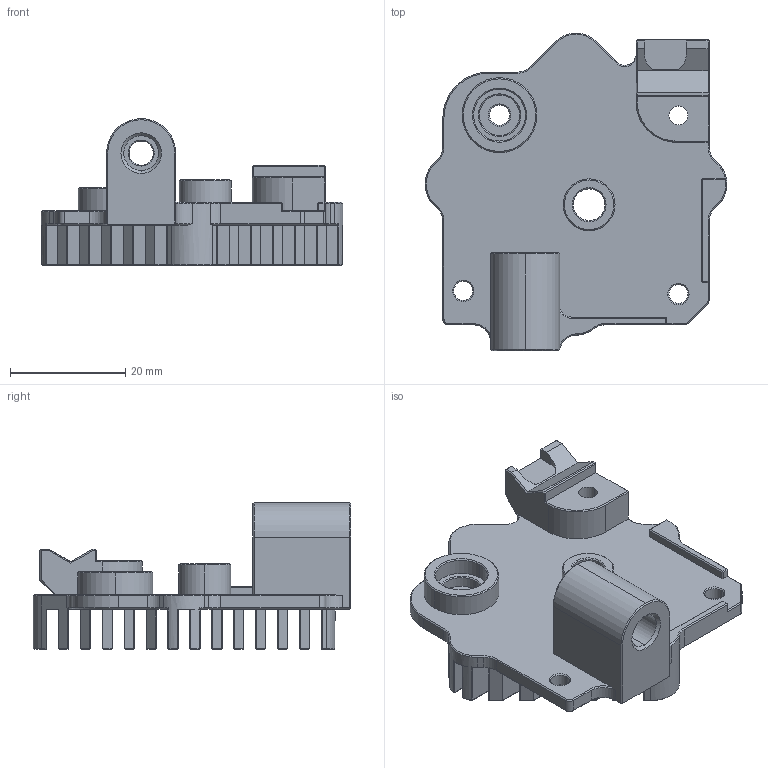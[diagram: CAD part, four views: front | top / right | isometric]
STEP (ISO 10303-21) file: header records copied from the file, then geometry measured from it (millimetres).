
FILE_DESCRIPTION (( 'STEP AP214' ), '1' );
FILE_NAME ('TITAN-AERO-SINK-175-RH .STEP', '2021-04-20T08:26:54', ( '' ), ( '' ), 'SwSTEP 2.0', 'SolidWorks 2020', '' );
FILE_SCHEMA (( 'AUTOMOTIVE_DESIGN' ));
Length unit declared in the file: millimetre
Products named in the file (1): TITAN-AERO-SINK-175-RH 
Bounding box: 52.43 x 55.14 x 25.5 mm (x, y, z)
Volume: 14647.2 mm3; surface area: 12930.3 mm2
Topology: 1 solids, 1 shells, 471 faces, 1229 edges, 772 vertices
Faces by surface type: plane 263, cylinder 125, cone 82, bspline 1
Entity records: 19734 total; most frequent: CARTESIAN_POINT 3267, ORIENTED_EDGE 2458, DIRECTION 2253, EDGE_CURVE 1229, VERTEX_POINT 772, VECTOR 755, LINE 755, AXIS2_PLACEMENT_3D 749
